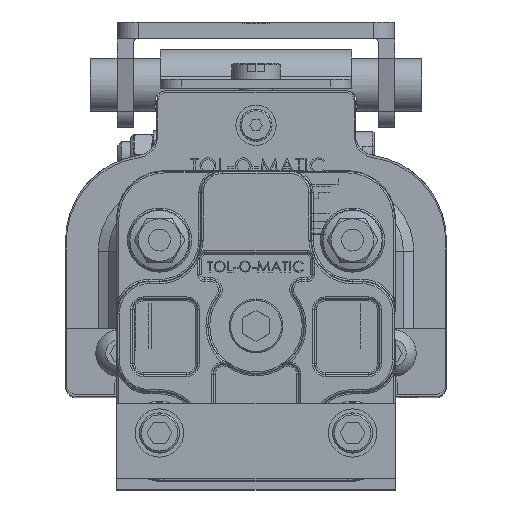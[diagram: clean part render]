
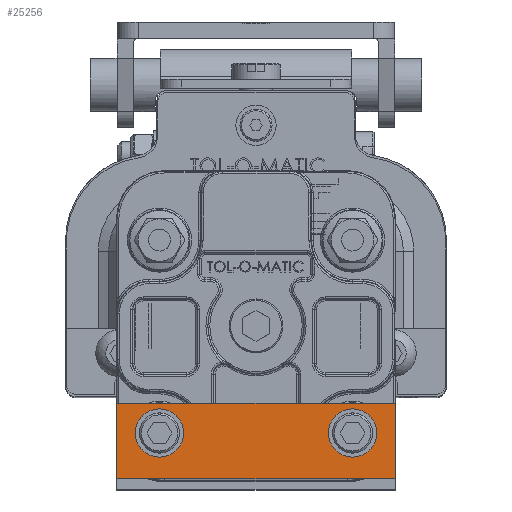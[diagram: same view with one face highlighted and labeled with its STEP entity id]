
A CAD part, top view. The second image highlights one B-rep face of the part: STEP entity #25256.
In plain terms, the highlighted face is planar.
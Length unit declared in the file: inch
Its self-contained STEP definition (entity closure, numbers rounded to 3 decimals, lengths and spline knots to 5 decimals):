
#316 = AXIS2_PLACEMENT_3D ( 'NONE', #36110, #45507, #45789 ) ;
#2330 = ORIENTED_EDGE ( 'NONE', *, *, #56110, .T. ) ;
#2448 = CARTESIAN_POINT ( 'NONE',  ( 1.625, 0.344, -1. ) ) ;
#3438 = CIRCLE ( 'NONE', #6247, 0.28125 ) ;
#4505 = CARTESIAN_POINT ( 'NONE',  ( 1.625, 0.344, -1. ) ) ;
#5859 = CARTESIAN_POINT ( 'NONE',  ( 1.625, -0.531, -1. ) ) ;
#6247 = AXIS2_PLACEMENT_3D ( 'NONE', #7725, #34196, #29492 ) ;
#7725 = CARTESIAN_POINT ( 'NONE',  ( 1.125, 0., -1. ) ) ;
#9692 = FACE_OUTER_BOUND ( 'NONE', #14553, .T. ) ;
#9794 = VERTEX_POINT ( 'NONE', #54773 ) ;
#10692 = CARTESIAN_POINT ( 'NONE',  ( 1.625, -0.531, -1. ) ) ;
#10949 = DIRECTION ( 'NONE',  ( 0., 1., 0. ) ) ;
#13937 = LINE ( 'NONE', #10692, #53375 ) ;
#14052 = VERTEX_POINT ( 'NONE', #36664 ) ;
#14553 = EDGE_LOOP ( 'NONE', ( #2330, #27469, #47236, #30612 ) ) ;
#15657 = LINE ( 'NONE', #15945, #16800 ) ;
#15945 = CARTESIAN_POINT ( 'NONE',  ( -1.625, 0.344, -1. ) ) ;
#16800 = VECTOR ( 'NONE', #10949, 39.37008 ) ;
#18250 = VERTEX_POINT ( 'NONE', #26766 ) ;
#18943 = AXIS2_PLACEMENT_3D ( 'NONE', #5859, #32891, #50827 ) ;
#19649 = FACE_BOUND ( 'NONE', #52874, .T. ) ;
#20007 = CIRCLE ( 'NONE', #316, 0.28125 ) ;
#21429 = EDGE_CURVE ( 'NONE', #45456, #38185, #13937, .T. ) ;
#24748 = ORIENTED_EDGE ( 'NONE', *, *, #32068, .F. ) ;
#25256 = ADVANCED_FACE ( 'NONE', ( #55214, #19649, #9692 ), #37583, .T. ) ;
#26574 = LINE ( 'NONE', #4505, #44193 ) ;
#26766 = CARTESIAN_POINT ( 'NONE',  ( 0.84375, 0., -1. ) ) ;
#27469 = ORIENTED_EDGE ( 'NONE', *, *, #21429, .T. ) ;
#28775 = CARTESIAN_POINT ( 'NONE',  ( -1.625, -0.531, -1. ) ) ;
#29492 = DIRECTION ( 'NONE',  ( -1., 0., 0. ) ) ;
#29505 = DIRECTION ( 'NONE',  ( -1., 0., 0. ) ) ;
#30612 = ORIENTED_EDGE ( 'NONE', *, *, #51310, .T. ) ;
#32068 = EDGE_CURVE ( 'NONE', #18250, #18250, #3438, .T. ) ;
#32891 = DIRECTION ( 'NONE',  ( 0., 0., -1. ) ) ;
#34196 = DIRECTION ( 'NONE',  ( 0., 0., -1. ) ) ;
#34802 = DIRECTION ( 'NONE',  ( 0., -1., 0. ) ) ;
#35240 = EDGE_CURVE ( 'NONE', #38185, #14052, #15657, .T. ) ;
#35410 = ORIENTED_EDGE ( 'NONE', *, *, #38415, .F. ) ;
#36110 = CARTESIAN_POINT ( 'NONE',  ( -1.125, 0., -1. ) ) ;
#36664 = CARTESIAN_POINT ( 'NONE',  ( -1.625, 0.344, -1. ) ) ;
#37583 = PLANE ( 'NONE',  #18943 ) ;
#38185 = VERTEX_POINT ( 'NONE', #28775 ) ;
#38415 = EDGE_CURVE ( 'NONE', #9794, #9794, #20007, .T. ) ;
#40336 = CARTESIAN_POINT ( 'NONE',  ( 1.625, -0.531, -1. ) ) ;
#44193 = VECTOR ( 'NONE', #34802, 39.37008 ) ;
#44652 = DIRECTION ( 'NONE',  ( 1., 0., 0. ) ) ;
#45456 = VERTEX_POINT ( 'NONE', #40336 ) ;
#45507 = DIRECTION ( 'NONE',  ( 0., 0., -1. ) ) ;
#45789 = DIRECTION ( 'NONE',  ( -1., 0., 0. ) ) ;
#47236 = ORIENTED_EDGE ( 'NONE', *, *, #35240, .T. ) ;
#48102 = VERTEX_POINT ( 'NONE', #2448 ) ;
#49608 = LINE ( 'NONE', #53741, #57658 ) ;
#50433 = EDGE_LOOP ( 'NONE', ( #35410 ) ) ;
#50827 = DIRECTION ( 'NONE',  ( -1., 0., 0. ) ) ;
#51310 = EDGE_CURVE ( 'NONE', #14052, #48102, #49608, .T. ) ;
#52874 = EDGE_LOOP ( 'NONE', ( #24748 ) ) ;
#53375 = VECTOR ( 'NONE', #29505, 39.37008 ) ;
#53741 = CARTESIAN_POINT ( 'NONE',  ( 1.625, 0.344, -1. ) ) ;
#54773 = CARTESIAN_POINT ( 'NONE',  ( -1.40625, 0., -1. ) ) ;
#55214 = FACE_BOUND ( 'NONE', #50433, .T. ) ;
#56110 = EDGE_CURVE ( 'NONE', #48102, #45456, #26574, .T. ) ;
#57658 = VECTOR ( 'NONE', #44652, 39.37008 ) ;
